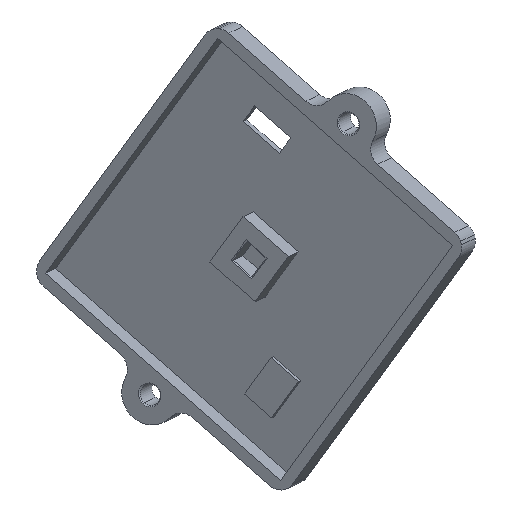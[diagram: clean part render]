
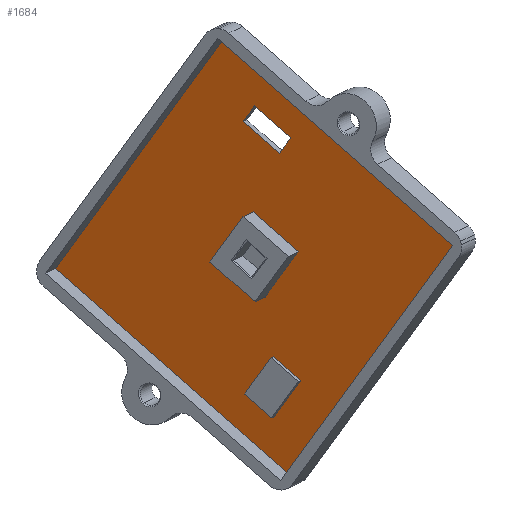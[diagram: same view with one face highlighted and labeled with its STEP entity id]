
A CAD part, front view. The second image highlights one B-rep face of the part: STEP entity #1684.
In plain terms, the highlighted face is planar.
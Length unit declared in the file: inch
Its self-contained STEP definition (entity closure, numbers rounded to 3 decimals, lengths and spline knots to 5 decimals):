
#1678 = EDGE_CURVE ( 'NONE', #1764, #1757, #6931, .T. ) ;
#1679 = EDGE_LOOP ( 'NONE', ( #1735, #1737, #1739, #1740 ) ) ;
#1684 = ADVANCED_FACE ( 'NONE', ( #6985, #6984, #6983, #6982 ), #6981, .F. ) ;
#1685 = EDGE_LOOP ( 'NONE', ( #1688, #1694, #1700, #1751 ) ) ;
#1688 = ORIENTED_EDGE ( 'NONE', *, *, #1689, .F. ) ;
#1689 = EDGE_CURVE ( 'NONE', #1690, #1691, #6975, .T. ) ;
#1690 = VERTEX_POINT ( 'NONE', #6971 ) ;
#1691 = VERTEX_POINT ( 'NONE', #6970 ) ;
#1694 = ORIENTED_EDGE ( 'NONE', *, *, #1696, .T. ) ;
#1696 = EDGE_CURVE ( 'NONE', #1690, #1697, #6964, .T. ) ;
#1697 = VERTEX_POINT ( 'NONE', #7024 ) ;
#1700 = ORIENTED_EDGE ( 'NONE', *, *, #1701, .T. ) ;
#1701 = EDGE_CURVE ( 'NONE', #1697, #1702, #7021, .T. ) ;
#1702 = VERTEX_POINT ( 'NONE', #7006 ) ;
#1735 = ORIENTED_EDGE ( 'NONE', *, *, #2073, .F. ) ;
#1737 = ORIENTED_EDGE ( 'NONE', *, *, #2045, .T. ) ;
#1739 = ORIENTED_EDGE ( 'NONE', *, *, #2025, .T. ) ;
#1740 = ORIENTED_EDGE ( 'NONE', *, *, #1995, .F. ) ;
#1741 = EDGE_LOOP ( 'NONE', ( #1743, #1747, #1750, #1803 ) ) ;
#1743 = ORIENTED_EDGE ( 'NONE', *, *, #1744, .F. ) ;
#1744 = EDGE_CURVE ( 'NONE', #1745, #1746, #7073, .T. ) ;
#1745 = VERTEX_POINT ( 'NONE', #7069 ) ;
#1746 = VERTEX_POINT ( 'NONE', #7068 ) ;
#1747 = ORIENTED_EDGE ( 'NONE', *, *, #1748, .T. ) ;
#1748 = EDGE_CURVE ( 'NONE', #1745, #1749, #7067, .T. ) ;
#1749 = VERTEX_POINT ( 'NONE', #7063 ) ;
#1750 = ORIENTED_EDGE ( 'NONE', *, *, #1801, .T. ) ;
#1751 = ORIENTED_EDGE ( 'NONE', *, *, #1752, .T. ) ;
#1752 = EDGE_CURVE ( 'NONE', #1702, #1691, #7062, .T. ) ;
#1753 = EDGE_LOOP ( 'NONE', ( #1754, #1759, #1762, #1766 ) ) ;
#1754 = ORIENTED_EDGE ( 'NONE', *, *, #1756, .T. ) ;
#1756 = EDGE_CURVE ( 'NONE', #1757, #1758, #7119, .T. ) ;
#1757 = VERTEX_POINT ( 'NONE', #7115 ) ;
#1758 = VERTEX_POINT ( 'NONE', #7114 ) ;
#1759 = ORIENTED_EDGE ( 'NONE', *, *, #1760, .T. ) ;
#1760 = EDGE_CURVE ( 'NONE', #1758, #1761, #7113, .T. ) ;
#1761 = VERTEX_POINT ( 'NONE', #7109 ) ;
#1762 = ORIENTED_EDGE ( 'NONE', *, *, #1763, .T. ) ;
#1763 = EDGE_CURVE ( 'NONE', #1761, #1764, #7108, .T. ) ;
#1764 = VERTEX_POINT ( 'NONE', #7104 ) ;
#1766 = ORIENTED_EDGE ( 'NONE', *, *, #1678, .T. ) ;
#1801 = EDGE_CURVE ( 'NONE', #1749, #1802, #7207, .T. ) ;
#1802 = VERTEX_POINT ( 'NONE', #7203 ) ;
#1803 = ORIENTED_EDGE ( 'NONE', *, *, #1804, .F. ) ;
#1804 = EDGE_CURVE ( 'NONE', #1746, #1802, #7202, .T. ) ;
#1995 = EDGE_CURVE ( 'NONE', #2075, #1997, #7597, .T. ) ;
#1997 = VERTEX_POINT ( 'NONE', #7593 ) ;
#2025 = EDGE_CURVE ( 'NONE', #2044, #1997, #7673, .T. ) ;
#2044 = VERTEX_POINT ( 'NONE', #7693 ) ;
#2045 = EDGE_CURVE ( 'NONE', #2049, #2044, #7692, .T. ) ;
#2049 = VERTEX_POINT ( 'NONE', #7682 ) ;
#2073 = EDGE_CURVE ( 'NONE', #2049, #2075, #7724, .T. ) ;
#2075 = VERTEX_POINT ( 'NONE', #7720 ) ;
#6931 = LINE ( 'NONE', #6997, #6996 ) ;
#6961 = DIRECTION ( 'NONE',  ( -1., 0., 0. ) ) ;
#6962 = VECTOR ( 'NONE', #6961, 39.37008 ) ;
#6963 = CARTESIAN_POINT ( 'NONE',  ( 1.10236, 0.3937, 0.07874 ) ) ;
#6964 = LINE ( 'NONE', #6963, #6962 ) ;
#6970 = CARTESIAN_POINT ( 'NONE',  ( 0.62923, 0.62992, 0.07874 ) ) ;
#6971 = CARTESIAN_POINT ( 'NONE',  ( 0.62923, 0.3937, 0.07874 ) ) ;
#6972 = DIRECTION ( 'NONE',  ( 0., 1., 0. ) ) ;
#6973 = VECTOR ( 'NONE', #6972, 39.37008 ) ;
#6974 = CARTESIAN_POINT ( 'NONE',  ( 0.62923, -1.15517, 0.07874 ) ) ;
#6975 = LINE ( 'NONE', #6974, #6973 ) ;
#6977 = DIRECTION ( 'NONE',  ( -1., 0., 0. ) ) ;
#6978 = DIRECTION ( 'NONE',  ( 0., 0., -1. ) ) ;
#6979 = CARTESIAN_POINT ( 'NONE',  ( -2.30063, 1.10236, 0.07874 ) ) ;
#6980 = AXIS2_PLACEMENT_3D ( 'NONE', #6979, #6978, #6977 ) ;
#6981 = PLANE ( 'NONE',  #6980 ) ;
#6982 = FACE_OUTER_BOUND ( 'NONE', #1741, .T. ) ;
#6983 = FACE_BOUND ( 'NONE', #1679, .T. ) ;
#6984 = FACE_BOUND ( 'NONE', #1753, .T. ) ;
#6985 = FACE_BOUND ( 'NONE', #1685, .T. ) ;
#6986 = DIRECTION ( 'NONE',  ( 0., 1., 0. ) ) ;
#6996 = VECTOR ( 'NONE', #6986, 39.37008 ) ;
#6997 = CARTESIAN_POINT ( 'NONE',  ( 1.73117, 1.10236, 0.07874 ) ) ;
#7006 = CARTESIAN_POINT ( 'NONE',  ( 0.31427, 0.62992, 0.07874 ) ) ;
#7007 = VECTOR ( 'NONE', #7019, 39.37008 ) ;
#7019 = DIRECTION ( 'NONE',  ( 0., 1., 0. ) ) ;
#7020 = CARTESIAN_POINT ( 'NONE',  ( 0.31427, -1.15517, 0.07874 ) ) ;
#7021 = LINE ( 'NONE', #7020, #7007 ) ;
#7024 = CARTESIAN_POINT ( 'NONE',  ( 0.31427, 0.3937, 0.07874 ) ) ;
#7059 = DIRECTION ( 'NONE',  ( 1., 0., 0. ) ) ;
#7060 = VECTOR ( 'NONE', #7059, 39.37008 ) ;
#7061 = CARTESIAN_POINT ( 'NONE',  ( 1.10236, 0.62992, 0.07874 ) ) ;
#7062 = LINE ( 'NONE', #7061, #7060 ) ;
#7063 = CARTESIAN_POINT ( 'NONE',  ( 0.07874, 2.12598, 0.07874 ) ) ;
#7064 = DIRECTION ( 'NONE',  ( -1., 0., 0. ) ) ;
#7065 = VECTOR ( 'NONE', #7064, 39.37008 ) ;
#7066 = CARTESIAN_POINT ( 'NONE',  ( -2.30063, 2.12598, 0.07874 ) ) ;
#7067 = LINE ( 'NONE', #7066, #7065 ) ;
#7068 = CARTESIAN_POINT ( 'NONE',  ( 2.12598, 0.07874, 0.07874 ) ) ;
#7069 = CARTESIAN_POINT ( 'NONE',  ( 2.12598, 2.12598, 0.07874 ) ) ;
#7070 = DIRECTION ( 'NONE',  ( 0., -1., 0. ) ) ;
#7071 = VECTOR ( 'NONE', #7070, 39.37008 ) ;
#7072 = CARTESIAN_POINT ( 'NONE',  ( 2.12598, 1.10236, 0.07874 ) ) ;
#7073 = LINE ( 'NONE', #7072, #7071 ) ;
#7104 = CARTESIAN_POINT ( 'NONE',  ( 1.73117, 1.38733, 0.07874 ) ) ;
#7105 = DIRECTION ( 'NONE',  ( -1., 0., 0. ) ) ;
#7106 = VECTOR ( 'NONE', #7105, 39.37008 ) ;
#7107 = CARTESIAN_POINT ( 'NONE',  ( -2.30063, 1.38733, 0.07874 ) ) ;
#7108 = LINE ( 'NONE', #7107, #7106 ) ;
#7109 = CARTESIAN_POINT ( 'NONE',  ( 1.86897, 1.38733, 0.07874 ) ) ;
#7110 = DIRECTION ( 'NONE',  ( 0., -1., 0. ) ) ;
#7111 = VECTOR ( 'NONE', #7110, 39.37008 ) ;
#7112 = CARTESIAN_POINT ( 'NONE',  ( 1.86897, 1.10236, 0.07874 ) ) ;
#7113 = LINE ( 'NONE', #7112, #7111 ) ;
#7114 = CARTESIAN_POINT ( 'NONE',  ( 1.86897, 1.70229, 0.07874 ) ) ;
#7115 = CARTESIAN_POINT ( 'NONE',  ( 1.73117, 1.70229, 0.07874 ) ) ;
#7116 = DIRECTION ( 'NONE',  ( 1., 0., 0. ) ) ;
#7117 = VECTOR ( 'NONE', #7116, 39.37008 ) ;
#7118 = CARTESIAN_POINT ( 'NONE',  ( -2.30063, 1.70229, 0.07874 ) ) ;
#7119 = LINE ( 'NONE', #7118, #7117 ) ;
#7199 = DIRECTION ( 'NONE',  ( -1., 0., 0. ) ) ;
#7200 = VECTOR ( 'NONE', #7199, 39.37008 ) ;
#7201 = CARTESIAN_POINT ( 'NONE',  ( -2.30063, 0.07874, 0.07874 ) ) ;
#7202 = LINE ( 'NONE', #7201, #7200 ) ;
#7203 = CARTESIAN_POINT ( 'NONE',  ( 0.07874, 0.07874, 0.07874 ) ) ;
#7204 = DIRECTION ( 'NONE',  ( 0., -1., 0. ) ) ;
#7205 = VECTOR ( 'NONE', #7204, 39.37008 ) ;
#7206 = CARTESIAN_POINT ( 'NONE',  ( 0.07874, 1.10236, 0.07874 ) ) ;
#7207 = LINE ( 'NONE', #7206, #7205 ) ;
#7593 = CARTESIAN_POINT ( 'NONE',  ( 0.90551, 0.90551, 0.07874 ) ) ;
#7594 = DIRECTION ( 'NONE',  ( 0., -1., 0. ) ) ;
#7595 = VECTOR ( 'NONE', #7594, 39.37008 ) ;
#7596 = CARTESIAN_POINT ( 'NONE',  ( 0.90551, 1.10236, 0.07874 ) ) ;
#7597 = LINE ( 'NONE', #7596, #7595 ) ;
#7665 = DIRECTION ( 'NONE',  ( -1., 0., 0. ) ) ;
#7666 = VECTOR ( 'NONE', #7665, 39.37008 ) ;
#7667 = CARTESIAN_POINT ( 'NONE',  ( -2.30063, 0.90551, 0.07874 ) ) ;
#7673 = LINE ( 'NONE', #7667, #7666 ) ;
#7682 = CARTESIAN_POINT ( 'NONE',  ( 1.29921, 1.29921, 0.07874 ) ) ;
#7689 = DIRECTION ( 'NONE',  ( 0., -1., 0. ) ) ;
#7690 = VECTOR ( 'NONE', #7689, 39.37008 ) ;
#7691 = CARTESIAN_POINT ( 'NONE',  ( 1.29921, 1.10236, 0.07874 ) ) ;
#7692 = LINE ( 'NONE', #7691, #7690 ) ;
#7693 = CARTESIAN_POINT ( 'NONE',  ( 1.29921, 0.90551, 0.07874 ) ) ;
#7720 = CARTESIAN_POINT ( 'NONE',  ( 0.90551, 1.29921, 0.07874 ) ) ;
#7721 = DIRECTION ( 'NONE',  ( -1., 0., 0. ) ) ;
#7722 = VECTOR ( 'NONE', #7721, 39.37008 ) ;
#7723 = CARTESIAN_POINT ( 'NONE',  ( -2.30063, 1.29921, 0.07874 ) ) ;
#7724 = LINE ( 'NONE', #7723, #7722 ) ;
